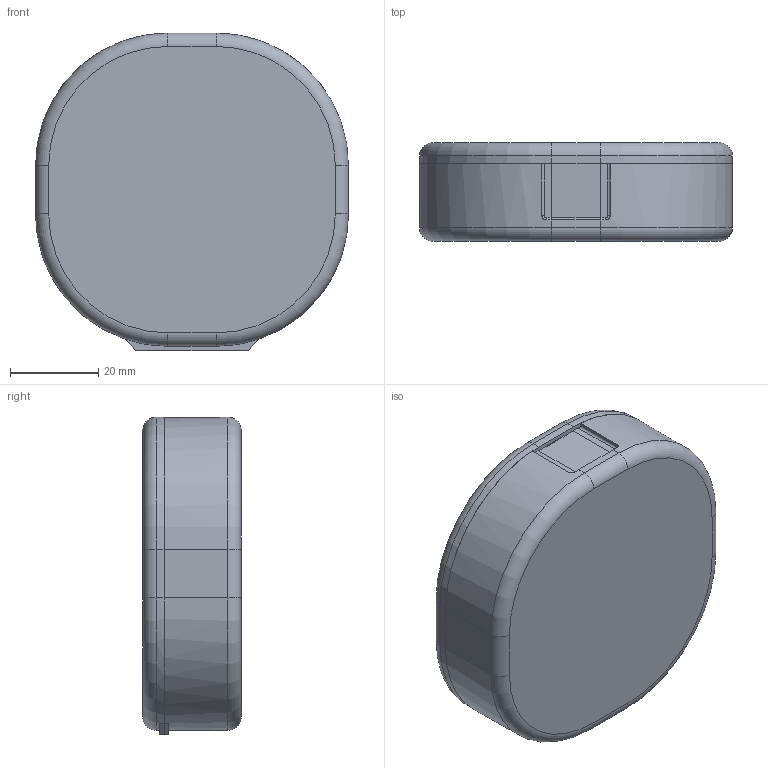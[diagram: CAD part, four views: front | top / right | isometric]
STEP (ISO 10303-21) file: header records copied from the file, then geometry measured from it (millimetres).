
FILE_DESCRIPTION (( 'STEP AP214' ), '1' );
FILE_NAME ('B179 Êîðîáêà ïëàñòèêîâàÿ, O68x20 ìì.STEP', '2020-02-28T07:10:39', ( 'Ïîëüçîâàòåëü Windows' ), ( '' ), 'SwSTEP 2.0', 'SolidWorks 2019', '' );
FILE_SCHEMA (( 'AUTOMOTIVE_DESIGN' ));
Length unit declared in the file: millimetre
Products named in the file (3): B179 澎觐耱黖00; B179 Êîðîáêà ïëàñòèêîâàÿ, O68x20 ìì; B179 Êðûøêà_00
Assembly tree (2 placements, depth 2):
  B179 Êîðîáêà ïëàñòèêîâàÿ, O68x20 ìì
    B179 澎觐耱黖00
    B179 Êðûøêà_00
Bounding box: 71 x 22.3 x 72.06 mm (x, y, z)
Volume: 20433.7 mm3; surface area: 27171.6 mm2
Topology: 2 solids, 2 shells, 152 faces, 381 edges, 232 vertices
Faces by surface type: plane 69, cylinder 49, torus 18, bspline 16
Entity records: 6431 total; most frequent: CARTESIAN_POINT 2792, ORIENTED_EDGE 754, DIRECTION 731, EDGE_CURVE 377, AXIS2_PLACEMENT_3D 259, VERTEX_POINT 232, VECTOR 213, LINE 213
